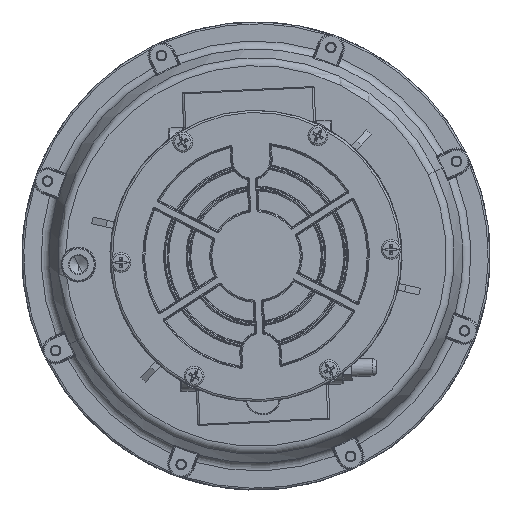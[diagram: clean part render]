
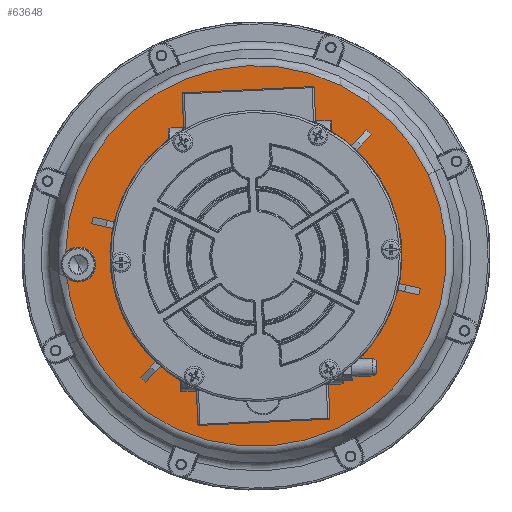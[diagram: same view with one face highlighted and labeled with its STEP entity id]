
A CAD part, front view. The second image highlights one B-rep face of the part: STEP entity #63648.
In plain terms, the highlighted face is planar.
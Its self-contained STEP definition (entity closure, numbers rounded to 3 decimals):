
#55805=CARTESIAN_POINT('',(-40.547,-82.038,0.));
#55827=CARTESIAN_POINT('',(-29.338,-86.681,0.));
#55839=CARTESIAN_POINT('',(-32.719,-78.992,0.));
#55840=DIRECTION('',(0.,0.,-1.));
#55841=DIRECTION('',(-0.932,-0.363,0.));
#55842=AXIS2_PLACEMENT_3D('',#55839,#55840,#55841);
#55980=CARTESIAN_POINT('',(0.,0.,0.));
#55981=DIRECTION('',(0.,0.,-1.));
#55982=DIRECTION('',(-0.593,-0.805,0.));
#55983=AXIS2_PLACEMENT_3D('',#55980,#55981,#55982);
#55985=DIRECTION('',(0.609,0.793,0.));
#55986=VECTOR('',#55985,10.302);
#55987=CARTESIAN_POINT('',(-47.726,-64.826,0.));
#55988=LINE('',#55987,#55986);
#55989=DIRECTION('',(-0.383,0.924,0.));
#55990=VECTOR('',#55989,10.302);
#55991=CARTESIAN_POINT('',(29.322,-74.97,0.));
#55992=LINE('',#55991,#55990);
#55993=CARTESIAN_POINT('',(0.,0.,0.));
#55994=DIRECTION('',(0.,0.,-1.));
#55995=DIRECTION('',(0.401,-0.916,0.));
#55996=AXIS2_PLACEMENT_3D('',#55993,#55994,#55995);
#55998=DIRECTION('',(-0.383,0.924,0.));
#55999=VECTOR('',#55998,10.302);
#56000=CARTESIAN_POINT('',(32.278,-73.745,0.));
#56001=LINE('',#56000,#55999);
#56002=DIRECTION('',(-0.609,-0.793,0.));
#56003=VECTOR('',#56002,10.302);
#56004=CARTESIAN_POINT('',(50.265,62.878,0.));
#56005=LINE('',#56004,#56003);
#56006=CARTESIAN_POINT('',(0.,0.,0.));
#56007=DIRECTION('',(0.,0.,-1.));
#56008=DIRECTION('',(0.593,0.805,0.));
#56009=AXIS2_PLACEMENT_3D('',#56006,#56007,#56008);
#56011=DIRECTION('',(-0.609,-0.793,0.));
#56012=VECTOR('',#56011,10.302);
#56013=CARTESIAN_POINT('',(47.726,64.826,0.));
#56014=LINE('',#56013,#56012);
#56015=DIRECTION('',(0.383,-0.924,0.));
#56016=VECTOR('',#56015,10.302);
#56017=CARTESIAN_POINT('',(-29.322,74.97,0.));
#56018=LINE('',#56017,#56016);
#56019=CARTESIAN_POINT('',(0.,0.,0.));
#56020=DIRECTION('',(0.,0.,-1.));
#56021=DIRECTION('',(-0.401,0.916,0.));
#56022=AXIS2_PLACEMENT_3D('',#56019,#56020,#56021);
#56024=DIRECTION('',(0.383,-0.924,0.));
#56025=VECTOR('',#56024,10.302);
#56026=CARTESIAN_POINT('',(-32.278,73.745,0.));
#56027=LINE('',#56026,#56025);
#56028=DIRECTION('',(0.609,0.793,0.));
#56029=VECTOR('',#56028,10.302);
#56030=CARTESIAN_POINT('',(-50.265,-62.878,0.));
#56031=LINE('',#56030,#56029);
#56032=CARTESIAN_POINT('',(0.,0.,0.));
#56033=DIRECTION('',(0.,0.,1.));
#56034=DIRECTION('',(0.,1.,0.));
#56035=AXIS2_PLACEMENT_3D('',#56032,#56033,#56034);
#56037=CARTESIAN_POINT('',(0.,0.,0.));
#56038=DIRECTION('',(0.,0.,1.));
#56039=DIRECTION('',(0.,-1.,0.));
#56040=AXIS2_PLACEMENT_3D('',#56037,#56038,#56039);
#56042=CARTESIAN_POINT('',(0.,0.,0.));
#56043=DIRECTION('',(0.,0.,1.));
#56044=DIRECTION('',(-0.321,-0.947,0.));
#56045=AXIS2_PLACEMENT_3D('',#56042,#56043,#56044);
#56068=CARTESIAN_POINT('',(0.,0.,0.));
#56069=DIRECTION('',(0.,0.,1.));
#56070=DIRECTION('',(-0.591,-0.807,0.));
#56071=AXIS2_PLACEMENT_3D('',#56068,#56069,#56070);
#56073=CARTESIAN_POINT('',(0.,0.,0.));
#56074=DIRECTION('',(0.,0.,1.));
#56075=DIRECTION('',(-0.404,0.915,0.));
#56076=AXIS2_PLACEMENT_3D('',#56073,#56074,#56075);
#56078=CARTESIAN_POINT('',(0.,0.,0.));
#56079=DIRECTION('',(0.,0.,1.));
#56080=DIRECTION('',(0.,1.,0.));
#56081=AXIS2_PLACEMENT_3D('',#56078,#56079,#56080);
#56146=CARTESIAN_POINT('',(0.,0.,0.));
#56147=DIRECTION('',(0.,0.,-1.));
#56148=DIRECTION('',(0.,1.,0.));
#56149=AXIS2_PLACEMENT_3D('',#56146,#56147,#56148);
#56151=CARTESIAN_POINT('',(0.,0.,0.));
#56152=DIRECTION('',(0.,0.,-1.));
#56153=DIRECTION('',(0.627,0.779,0.));
#56154=AXIS2_PLACEMENT_3D('',#56151,#56152,#56153);
#56156=CARTESIAN_POINT('',(0.,0.,0.));
#56157=DIRECTION('',(0.,0.,-1.));
#56158=DIRECTION('',(0.362,-0.932,0.));
#56159=AXIS2_PLACEMENT_3D('',#56156,#56157,#56158);
#58126=CARTESIAN_POINT('',(0.,70.2,0.));
#58128=VERTEX_POINT('',#58126);
#58154=CARTESIAN_POINT('',(0.,-70.2,0.));
#58156=VERTEX_POINT('',#58154);
#58182=CARTESIAN_POINT('',(0.,-91.512,0.));
#58183=CARTESIAN_POINT('',(0.,91.512,0.));
#58184=VERTEX_POINT('',#58182);
#58185=VERTEX_POINT('',#58183);
#58464=CARTESIAN_POINT('',(32.278,-73.745,0.));
#58465=CARTESIAN_POINT('',(29.322,-74.97,0.));
#58466=VERTEX_POINT('',#58464);
#58467=VERTEX_POINT('',#58465);
#58468=CARTESIAN_POINT('',(25.379,-65.452,0.));
#58469=VERTEX_POINT('',#58468);
#58470=CARTESIAN_POINT('',(28.336,-64.227,0.));
#58471=VERTEX_POINT('',#58470);
#58480=CARTESIAN_POINT('',(47.726,64.826,0.));
#58481=CARTESIAN_POINT('',(50.265,62.878,0.));
#58482=VERTEX_POINT('',#58480);
#58483=VERTEX_POINT('',#58481);
#58484=CARTESIAN_POINT('',(43.993,54.705,0.));
#58485=VERTEX_POINT('',#58484);
#58486=CARTESIAN_POINT('',(41.455,56.653,0.));
#58487=VERTEX_POINT('',#58486);
#58496=CARTESIAN_POINT('',(-32.278,73.745,0.));
#58497=CARTESIAN_POINT('',(-29.322,74.97,0.));
#58498=VERTEX_POINT('',#58496);
#58499=VERTEX_POINT('',#58497);
#58500=CARTESIAN_POINT('',(-25.379,65.452,0.));
#58501=VERTEX_POINT('',#58500);
#58502=CARTESIAN_POINT('',(-28.336,64.227,0.));
#58503=VERTEX_POINT('',#58502);
#58512=CARTESIAN_POINT('',(-47.726,-64.826,0.));
#58513=CARTESIAN_POINT('',(-50.265,-62.878,0.));
#58514=VERTEX_POINT('',#58512);
#58515=VERTEX_POINT('',#58513);
#58516=CARTESIAN_POINT('',(-43.993,-54.705,0.));
#58517=VERTEX_POINT('',#58516);
#58518=CARTESIAN_POINT('',(-41.455,-56.653,0.));
#58519=VERTEX_POINT('',#58518);
#58943=VERTEX_POINT('',#55805);
#58946=VERTEX_POINT('',#55827);
#63598=CARTESIAN_POINT('',(0.,0.,0.));
#63599=DIRECTION('',(0.,0.,1.));
#63600=DIRECTION('',(0.,1.,0.));
#63601=AXIS2_PLACEMENT_3D('',#63598,#63599,#63600);
#63602=PLANE('',#63601);
#63603=ORIENTED_EDGE('',*,*,#63365,.F.);
#63604=ORIENTED_EDGE('',*,*,#63220,.F.);
#63606=ORIENTED_EDGE('',*,*,#63605,.F.);
#63607=ORIENTED_EDGE('',*,*,#63213,.F.);
#63608=EDGE_LOOP('',(#63603,#63604,#63606,#63607));
#63609=FACE_OUTER_BOUND('',#63608,.F.);
#63611=ORIENTED_EDGE('',*,*,#63610,.F.);
#63613=ORIENTED_EDGE('',*,*,#63612,.T.);
#63615=ORIENTED_EDGE('',*,*,#63614,.T.);
#63617=ORIENTED_EDGE('',*,*,#63616,.F.);
#63619=ORIENTED_EDGE('',*,*,#63618,.F.);
#63621=ORIENTED_EDGE('',*,*,#63620,.F.);
#63623=ORIENTED_EDGE('',*,*,#63622,.T.);
#63625=ORIENTED_EDGE('',*,*,#63624,.F.);
#63627=ORIENTED_EDGE('',*,*,#63626,.F.);
#63629=ORIENTED_EDGE('',*,*,#63628,.F.);
#63631=ORIENTED_EDGE('',*,*,#63630,.T.);
#63633=ORIENTED_EDGE('',*,*,#63632,.F.);
#63635=ORIENTED_EDGE('',*,*,#63634,.T.);
#63637=ORIENTED_EDGE('',*,*,#63636,.F.);
#63639=ORIENTED_EDGE('',*,*,#63638,.F.);
#63641=ORIENTED_EDGE('',*,*,#63640,.T.);
#63643=ORIENTED_EDGE('',*,*,#63642,.T.);
#63645=ORIENTED_EDGE('',*,*,#63644,.F.);
#63646=EDGE_LOOP('',(#63611,#63613,#63615,#63617,#63619,#63621,#63623,#63625,
#63627,#63629,#63631,#63633,#63635,#63637,#63639,#63641,#63643,#63645));
#63647=FACE_BOUND('',#63646,.F.);
#63648=ADVANCED_FACE('',(#63609,#63647),#63602,.T.);
#55843=CIRCLE('',#55842,8.4);
#55984=CIRCLE('',#55983,80.5);
#55997=CIRCLE('',#55996,80.5);
#56010=CIRCLE('',#56009,80.5);
#56023=CIRCLE('',#56022,80.5);
#56036=CIRCLE('',#56035,91.512);
#56041=CIRCLE('',#56040,91.512);
#56046=CIRCLE('',#56045,91.512);
#56072=CIRCLE('',#56071,70.2);
#56077=CIRCLE('',#56076,70.2);
#56082=CIRCLE('',#56081,70.2);
#56150=CIRCLE('',#56149,70.2);
#56155=CIRCLE('',#56154,70.2);
#56160=CIRCLE('',#56159,70.2);
#63213=EDGE_CURVE('',#58946,#58184,#56046,.T.);
#63220=EDGE_CURVE('',#58185,#58943,#56036,.T.);
#63365=EDGE_CURVE('',#58943,#58946,#55843,.T.);
#63605=EDGE_CURVE('',#58184,#58185,#56041,.T.);
#63610=EDGE_CURVE('',#58514,#58515,#55984,.T.);
#63612=EDGE_CURVE('',#58514,#58519,#55988,.T.);
#63614=EDGE_CURVE('',#58519,#58156,#56072,.T.);
#63616=EDGE_CURVE('',#58469,#58156,#56160,.T.);
#63618=EDGE_CURVE('',#58467,#58469,#55992,.T.);
#63620=EDGE_CURVE('',#58466,#58467,#55997,.T.);
#63622=EDGE_CURVE('',#58466,#58471,#56001,.T.);
#63624=EDGE_CURVE('',#58485,#58471,#56155,.T.);
#63626=EDGE_CURVE('',#58483,#58485,#56005,.T.);
#63628=EDGE_CURVE('',#58482,#58483,#56010,.T.);
#63630=EDGE_CURVE('',#58482,#58487,#56014,.T.);
#63632=EDGE_CURVE('',#58128,#58487,#56150,.T.);
#63634=EDGE_CURVE('',#58128,#58501,#56082,.T.);
#63636=EDGE_CURVE('',#58499,#58501,#56018,.T.);
#63638=EDGE_CURVE('',#58498,#58499,#56023,.T.);
#63640=EDGE_CURVE('',#58498,#58503,#56027,.T.);
#63642=EDGE_CURVE('',#58503,#58517,#56077,.T.);
#63644=EDGE_CURVE('',#58515,#58517,#56031,.T.);
